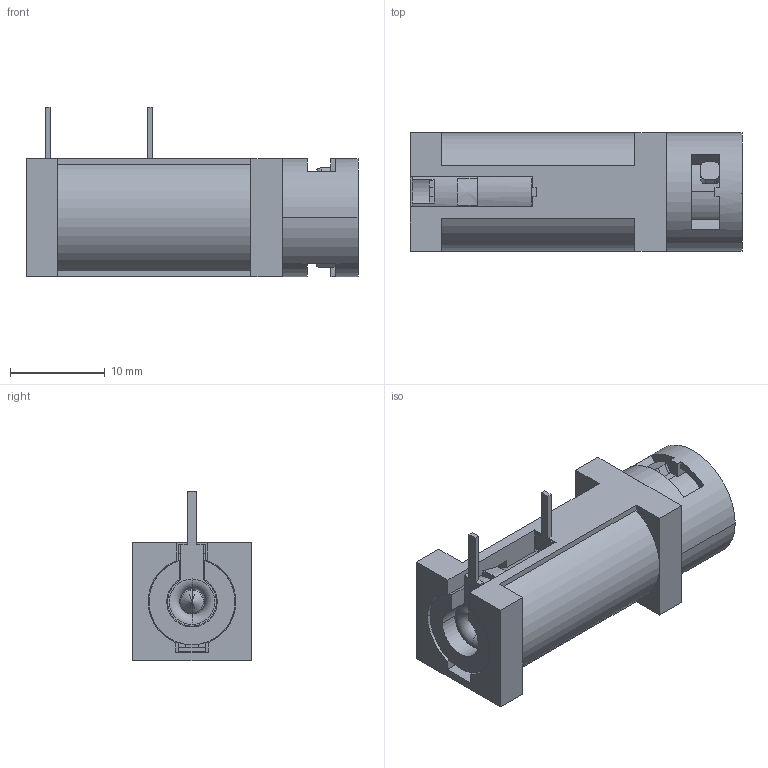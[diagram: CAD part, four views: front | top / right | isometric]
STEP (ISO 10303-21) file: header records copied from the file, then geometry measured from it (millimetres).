
FILE_DESCRIPTION(('STEP AP242'),'1');
FILE_NAME('fx0457.stp','2019-03-13T10:18:10',('TraceParts'),('TraceParts S.A.'),'Spatial InterOp 3D',' ',' ');
FILE_SCHEMA(('AP242_MANAGED_MODEL_BASED_3D_ENGINEERING_MIM_LF {1 0 10303 442 1 1 4}'));
Length unit declared in the file: millimetre
Products named in the file (1): fx0457
Bounding box: 35.05 x 12.5 x 17.93 mm (x, y, z)
Volume: 3063.2 mm3; surface area: 4739.2 mm2
Topology: 1 solids, 1 shells, 210 faces, 599 edges, 381 vertices
Faces by surface type: plane 141, cylinder 52, torus 10, cone 7
Entity records: 7047 total; most frequent: CARTESIAN_POINT 1430, ORIENTED_EDGE 1194, DIRECTION 1181, EDGE_CURVE 597, AXIS2_PLACEMENT_3D 397, LINE 387, VECTOR 387, VERTEX_POINT 381
